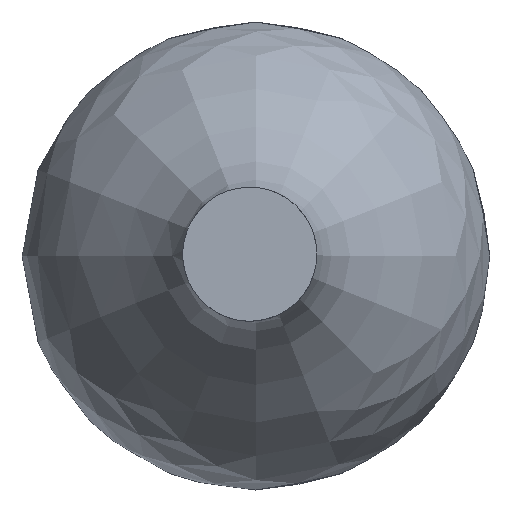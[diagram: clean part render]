
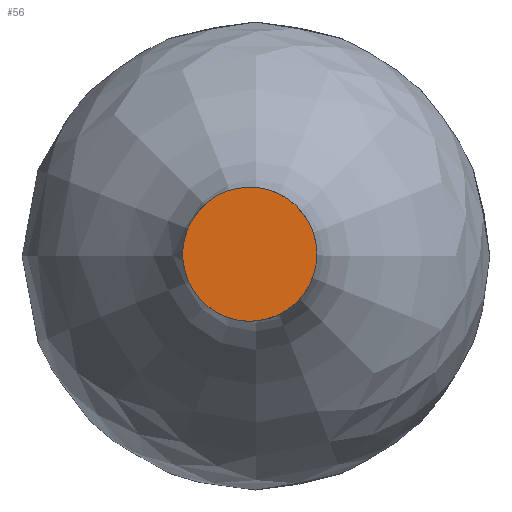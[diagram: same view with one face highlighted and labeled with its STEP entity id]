
A CAD part, top view. The second image highlights one B-rep face of the part: STEP entity #56.
In plain terms, the highlighted planar face has unit normal (0, 0, 1).
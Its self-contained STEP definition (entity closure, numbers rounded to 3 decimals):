
#11=PLANE('',#201);
#56=ADVANCED_FACE('',(#68),#11,.T.);
#68=FACE_OUTER_BOUND('',#80,.T.);
#80=EDGE_LOOP('',(#112));
#112=ORIENTED_EDGE('',*,*,#135,.T.);
#135=EDGE_CURVE('',#168,#168,#144,.T.);
#144=(
BOUNDED_CURVE()
B_SPLINE_CURVE(2,(#1630,#1631,#1632,#1633,#1634,#1635,#1636,#1637,#1638),
 .UNSPECIFIED.,.T.,.F.)
B_SPLINE_CURVE_WITH_KNOTS((3,2,2,2,3),(0.,3.534,7.069,
10.603,14.137),.UNSPECIFIED.)
CURVE()
GEOMETRIC_REPRESENTATION_ITEM()
RATIONAL_B_SPLINE_CURVE((1.,0.707,1.,0.707,1.,0.707,
1.,0.707,1.))
REPRESENTATION_ITEM('')
);
#168=VERTEX_POINT('',#1627);
#201=AXIS2_PLACEMENT_3D('',#1598,#208,$);
#208=DIRECTION('',(0.,0.,1.));
#1598=CARTESIAN_POINT('',(-71.438,-71.438,1065.406));
#1627=CARTESIAN_POINT('',(57.15,0.,1065.406));
#1630=CARTESIAN_POINT('',(57.15,0.,1065.406));
#1631=CARTESIAN_POINT('',(57.15,57.15,1065.406));
#1632=CARTESIAN_POINT('',(0.,57.15,1065.406));
#1633=CARTESIAN_POINT('',(-57.15,57.15,1065.406));
#1634=CARTESIAN_POINT('',(-57.15,0.,1065.406));
#1635=CARTESIAN_POINT('',(-57.15,-57.15,1065.406));
#1636=CARTESIAN_POINT('',(0.,-57.15,1065.406));
#1637=CARTESIAN_POINT('',(57.15,-57.15,1065.406));
#1638=CARTESIAN_POINT('',(57.15,0.,1065.406));
